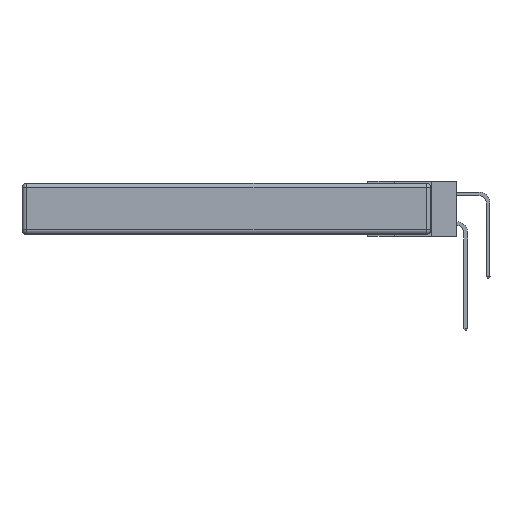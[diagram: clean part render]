
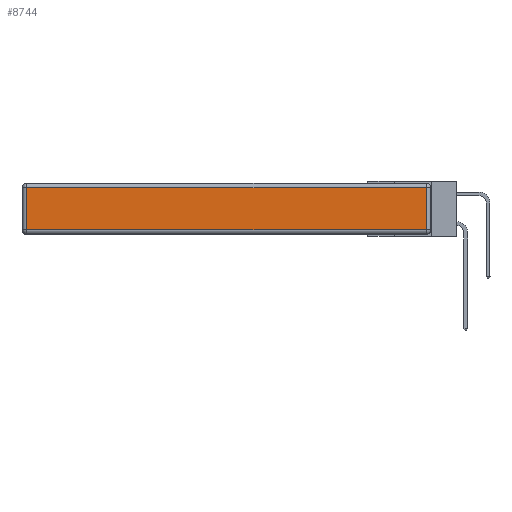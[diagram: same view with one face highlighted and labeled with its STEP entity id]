
A CAD part, left-side view. The second image highlights one B-rep face of the part: STEP entity #8744.
In plain terms, the highlighted planar face has unit normal (-1, 0, 0).
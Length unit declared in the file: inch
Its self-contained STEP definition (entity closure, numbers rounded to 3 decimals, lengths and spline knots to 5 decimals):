
#516 = ORIENTED_EDGE ( 'NONE', *, *, #20921, .T. ) ;
#1016 = EDGE_CURVE ( 'NONE', #14740, #20973, #5400, .T. ) ;
#1622 = CARTESIAN_POINT ( 'NONE',  ( 0., 0.03, -0.03 ) ) ;
#1864 = CARTESIAN_POINT ( 'NONE',  ( 0., 2.72, -0.343 ) ) ;
#3392 = LINE ( 'NONE', #20146, #17053 ) ;
#3426 = EDGE_LOOP ( 'NONE', ( #17032, #516, #5501, #19167 ) ) ;
#3642 = PLANE ( 'NONE',  #19018 ) ;
#4072 = VECTOR ( 'NONE', #20507, 39.37008 ) ;
#5140 = DIRECTION ( 'NONE',  ( 0., 0., 1. ) ) ;
#5400 = LINE ( 'NONE', #11985, #9873 ) ;
#5501 = ORIENTED_EDGE ( 'NONE', *, *, #19491, .T. ) ;
#5940 = CARTESIAN_POINT ( 'NONE',  ( 0., 2.72, -0.313 ) ) ;
#6908 = DIRECTION ( 'NONE',  ( -1., 0., 0. ) ) ;
#8744 = ADVANCED_FACE ( 'NONE', ( #19324 ), #3642, .T. ) ;
#8889 = EDGE_CURVE ( 'NONE', #11967, #14740, #18252, .T. ) ;
#9093 = VERTEX_POINT ( 'NONE', #1622 ) ;
#9671 = CARTESIAN_POINT ( 'NONE',  ( 0., 2.72, -0.03 ) ) ;
#9873 = VECTOR ( 'NONE', #11921, 39.37008 ) ;
#11921 = DIRECTION ( 'NONE',  ( 0., -1., 0. ) ) ;
#11967 = VERTEX_POINT ( 'NONE', #9671 ) ;
#11985 = CARTESIAN_POINT ( 'NONE',  ( 0., 0., -0.313 ) ) ;
#13357 = CARTESIAN_POINT ( 'NONE',  ( 0., 0.03, -0.343 ) ) ;
#14314 = DIRECTION ( 'NONE',  ( 0., 0., 1. ) ) ;
#14740 = VERTEX_POINT ( 'NONE', #5940 ) ;
#14878 = VECTOR ( 'NONE', #14314, 39.37008 ) ;
#16756 = DIRECTION ( 'NONE',  ( 0., 1., 0. ) ) ;
#17032 = ORIENTED_EDGE ( 'NONE', *, *, #1016, .T. ) ;
#17053 = VECTOR ( 'NONE', #16756, 39.37008 ) ;
#17889 = CARTESIAN_POINT ( 'NONE',  ( 0., 0.03, -0.313 ) ) ;
#18252 = LINE ( 'NONE', #1864, #4072 ) ;
#18542 = CARTESIAN_POINT ( 'NONE',  ( 0., 0., -0.343 ) ) ;
#19018 = AXIS2_PLACEMENT_3D ( 'NONE', #18542, #6908, #5140 ) ;
#19167 = ORIENTED_EDGE ( 'NONE', *, *, #8889, .T. ) ;
#19324 = FACE_OUTER_BOUND ( 'NONE', #3426, .T. ) ;
#19491 = EDGE_CURVE ( 'NONE', #9093, #11967, #3392, .T. ) ;
#20144 = LINE ( 'NONE', #13357, #14878 ) ;
#20146 = CARTESIAN_POINT ( 'NONE',  ( 0., 2.75, -0.03 ) ) ;
#20507 = DIRECTION ( 'NONE',  ( 0., 0., -1. ) ) ;
#20921 = EDGE_CURVE ( 'NONE', #20973, #9093, #20144, .T. ) ;
#20973 = VERTEX_POINT ( 'NONE', #17889 ) ;
